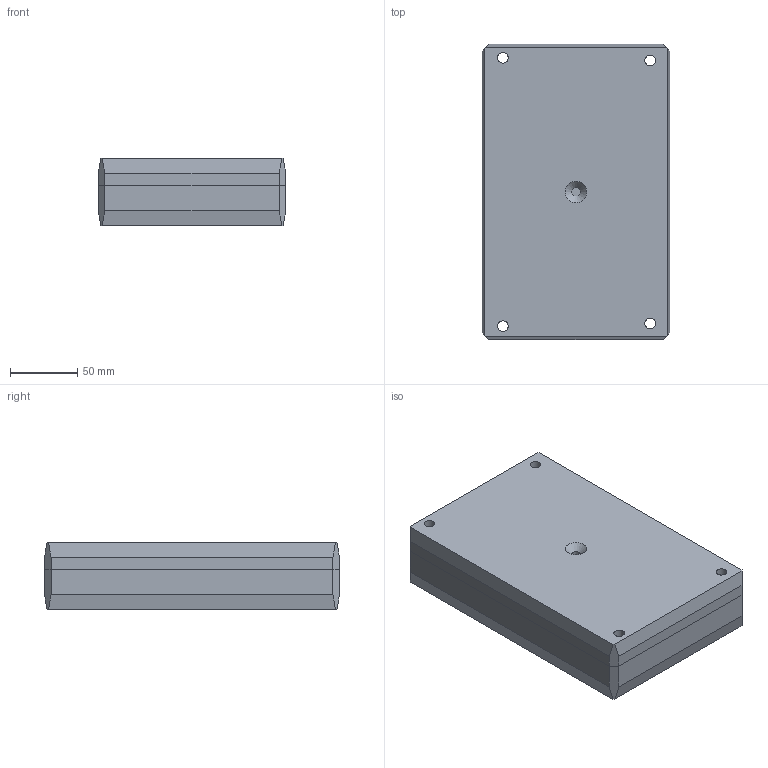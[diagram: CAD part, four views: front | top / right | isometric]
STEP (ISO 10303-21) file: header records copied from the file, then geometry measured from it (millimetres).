
FILE_DESCRIPTION(/* description */ (''),/* implementation_level */ '2;1');
FILE_NAME(/* name */ 'Mold V2 Case A55 SLA v3.step',/* time_stamp */ '2025-08-18T17:54:05+02:00',/* author */ (''),/* organization */ (''),/* preprocessor_version */ 'ST-DEVELOPER v20.1',/* originating_system */ 'Autodesk Translation Framework v14.10.0.0',/* authorisation */ '');
FILE_SCHEMA (('AUTOMOTIVE_DESIGN { 1 0 10303 214 3 1 1 }'));
Products named in the file (4): Mold V2 Case A55 SLA; Component1; Component2; Component3
Assembly tree (3 placements, depth 2):
  Mold V2 Case A55 SLA
    Component1
    Component2
    Component3
Bounding box: 140 x 220 x 50 mm (x, y, z)
Volume: 1464569.1 mm3; surface area: 198208.3 mm2
Topology: 3 solids, 3 shells, 1292 faces, 3479 edges, 2268 vertices
Faces by surface type: bspline 639, plane 474, cylinder 121, torus 40, cone 18
Full cylindrical faces by diameter (mm): 8 x8
Entity records: 48329 total; most frequent: CARTESIAN_POINT 20121, ORIENTED_EDGE 6934, DIRECTION 3767, EDGE_CURVE 3467, VERTEX_POINT 2268, LINE 1877, VECTOR 1877, EDGE_LOOP 1399
